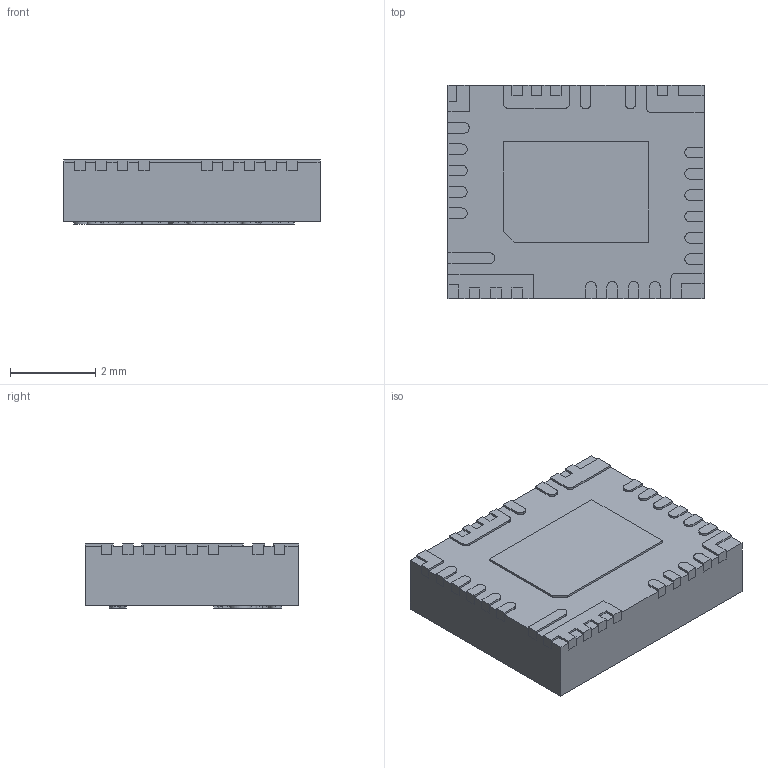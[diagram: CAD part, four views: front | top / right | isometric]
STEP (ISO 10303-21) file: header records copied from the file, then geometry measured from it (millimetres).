
FILE_DESCRIPTION(/* description */ (''),/* implementation_level */ '2;1');
FILE_NAME(/* name */ 'METUPowerLab_CircuitPrtections_MultipleProtectors_23-LQFN_CLIP(VMA)-PTPS16890VMAR_.step',/* time_stamp */ '2025-05-13T22:51:32+03:00',/* author */ (''),/* organization */ (''),/* preprocessor_version */ 'ST-DEVELOPER v20.1',/* originating_system */ 'Autodesk Translation Framework v14.4.0.0',/* authorisation */ '');
FILE_SCHEMA (('AUTOMOTIVE_DESIGN { 1 0 10303 214 3 1 1 }'));
Length unit declared in the file: millimetre
Products named in the file (1): model1
Bounding box: 6 x 5 x 1.5 mm (x, y, z)
Volume: 42.8 mm3; surface area: 142.6 mm2
Topology: 25 solids, 25 shells, 1178 faces, 3252 edges, 2168 vertices
Faces by surface type: plane 654, bspline 479, cylinder 45
Full cylindrical faces by diameter (mm): 0.5 x1
Entity records: 40624 total; most frequent: CARTESIAN_POINT 14136, ORIENTED_EDGE 6504, DIRECTION 3775, EDGE_CURVE 3252, LINE 2195, VECTOR 2195, VERTEX_POINT 2168, EDGE_LOOP 1222
